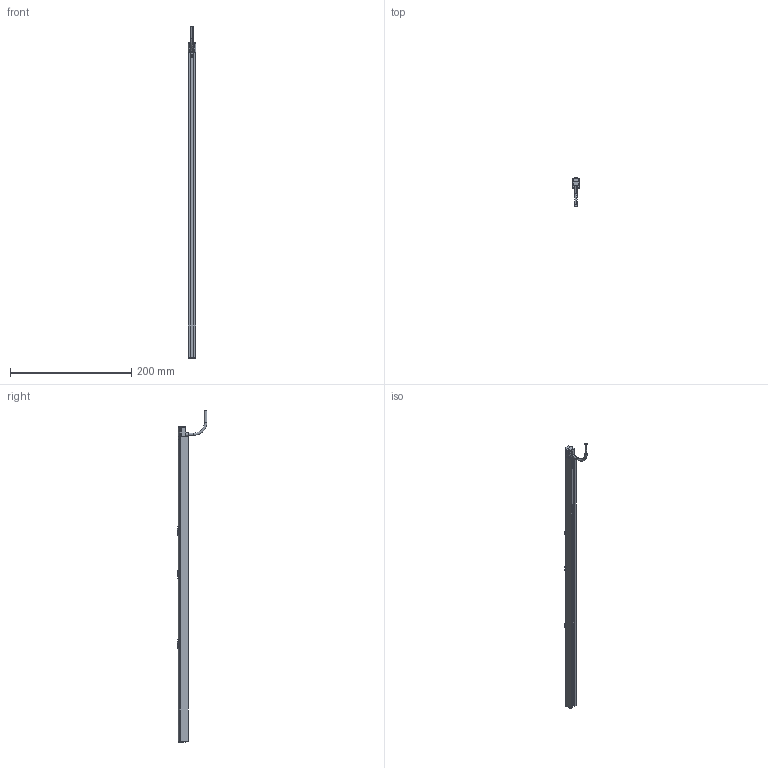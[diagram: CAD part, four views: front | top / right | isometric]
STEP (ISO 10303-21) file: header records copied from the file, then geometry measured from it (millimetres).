
FILE_DESCRIPTION((''),'2;1');
FILE_NAME('224786_ASM','2021-08-05T12:18:41',('PDMAdmin'),('BANNER ENGINEERING'),'CREO PARAMETRIC BY PTC INC, 2019292','CREO PARAMETRIC BY PTC INC, 2019292','');
FILE_SCHEMA(('CONFIG_CONTROL_DESIGN'));
Products named in the file (3): 224786_SM01; TTR_WEB_CABLE_SNUB; 224786_ASM
Assembly tree (2 placements, depth 2):
  224786_ASM
    224786_SM01
    TTR_WEB_CABLE_SNUB
Bounding box: 12 x 49.1 x 547.15 mm (x, y, z)
Volume: 83781.9 mm3; surface area: 37655.9 mm2
Topology: 2 solids, 2 shells, 622 faces, 1673 edges, 1031 vertices
Faces by surface type: bspline 216, plane 200, cylinder 119, cone 43, torus 16, sphere 14, revolution 8, extrusion 6
Entity records: 39036 total; most frequent: CARTESIAN_POINT 25537, ORIENTED_EDGE 3326, DIRECTION 2065, EDGE_CURVE 1663, VERTEX_POINT 1031, B_SPLINE_CURVE_WITH_KNOTS 753, AXIS2_PLACEMENT_3D 730, EDGE_LOOP 640
